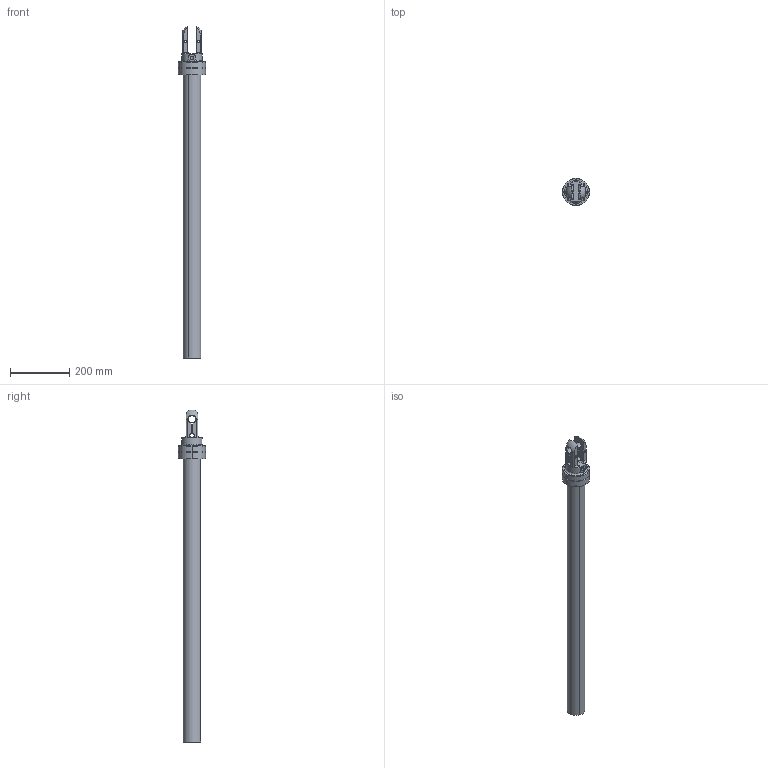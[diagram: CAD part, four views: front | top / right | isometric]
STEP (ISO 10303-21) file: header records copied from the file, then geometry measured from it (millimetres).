
FILE_DESCRIPTION (( 'STEP AP203' ), '1' );
FILE_NAME ('1200_derived Rod.stp_Default_sldprt.STEP', '2024-01-15T12:56:14', ( '' ), ( '' ), 'SwSTEP 2.0', 'SolidWorks 2023', '' );
FILE_SCHEMA (( 'CONFIG_CONTROL_DESIGN' ));
Length unit declared in the file: millimetre
Products named in the file (1): 1200_derived Rod.stp_Default_sldprt
Bounding box: 92 x 92 x 1122.53 mm (x, y, z)
Volume: 3169659.6 mm3; surface area: 245251.3 mm2
Topology: 1 solids, 2 shells, 192 faces, 474 edges, 276 vertices
Faces by surface type: cylinder 92, cone 56, plane 38, torus 4, sphere 2
Entity records: 6748 total; most frequent: CARTESIAN_POINT 2146, DIRECTION 1032, ORIENTED_EDGE 880, EDGE_CURVE 440, AXIS2_PLACEMENT_3D 425, VERTEX_POINT 276, CIRCLE 232, EDGE_LOOP 230
